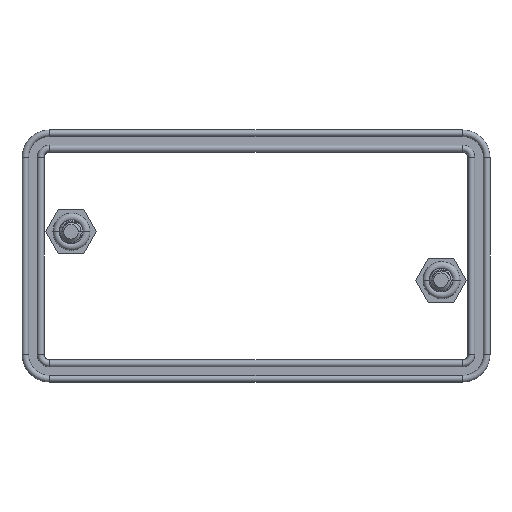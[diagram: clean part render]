
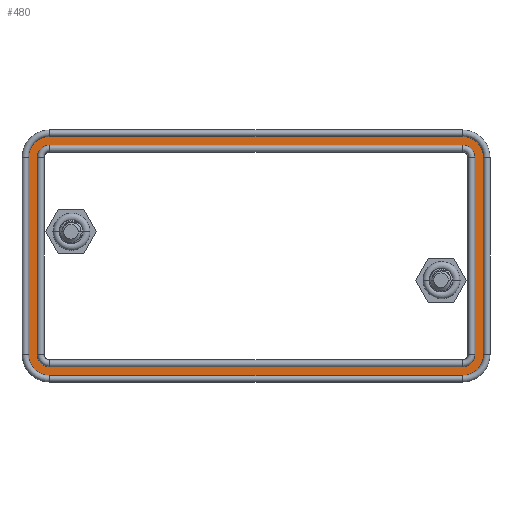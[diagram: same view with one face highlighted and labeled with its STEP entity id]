
A CAD part, front view. The second image highlights one B-rep face of the part: STEP entity #480.
In plain terms, the highlighted planar face has unit normal (0, -1, 0).
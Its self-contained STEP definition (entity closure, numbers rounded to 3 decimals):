
#274=FACE_BOUND('',#816,.T.);
#275=FACE_BOUND('',#817,.T.);
#320=CIRCLE('',#2607,2.8);
#324=CIRCLE('',#2613,2.8);
#327=CIRCLE('',#2618,2.8);
#330=CIRCLE('',#2623,2.8);
#331=CIRCLE('',#2626,4.76);
#332=CIRCLE('',#2627,4.76);
#333=CIRCLE('',#2628,4.76);
#334=CIRCLE('',#2629,4.76);
#480=ADVANCED_FACE('',(#274,#275),#559,.F.);
#559=PLANE('',#2630);
#816=EDGE_LOOP('',(#1364,#1365,#1366,#1367,#1368,#1369,#1370,#1371));
#817=EDGE_LOOP('',(#1372,#1373,#1374,#1375,#1376,#1377,#1378,#1379));
#1364=ORIENTED_EDGE('',*,*,#2069,.F.);
#1365=ORIENTED_EDGE('',*,*,#2072,.T.);
#1366=ORIENTED_EDGE('',*,*,#2074,.F.);
#1367=ORIENTED_EDGE('',*,*,#2076,.T.);
#1368=ORIENTED_EDGE('',*,*,#2078,.F.);
#1369=ORIENTED_EDGE('',*,*,#2080,.T.);
#1370=ORIENTED_EDGE('',*,*,#2082,.F.);
#1371=ORIENTED_EDGE('',*,*,#2083,.T.);
#1372=ORIENTED_EDGE('',*,*,#2084,.F.);
#1373=ORIENTED_EDGE('',*,*,#2085,.F.);
#1374=ORIENTED_EDGE('',*,*,#2086,.F.);
#1375=ORIENTED_EDGE('',*,*,#2087,.F.);
#1376=ORIENTED_EDGE('',*,*,#2088,.F.);
#1377=ORIENTED_EDGE('',*,*,#2089,.F.);
#1378=ORIENTED_EDGE('',*,*,#2090,.F.);
#1379=ORIENTED_EDGE('',*,*,#2091,.F.);
#1759=VERTEX_POINT('',#8496);
#1760=VERTEX_POINT('',#8498);
#1761=VERTEX_POINT('',#8502);
#1762=VERTEX_POINT('',#8506);
#1763=VERTEX_POINT('',#8510);
#1764=VERTEX_POINT('',#8514);
#1765=VERTEX_POINT('',#8518);
#1766=VERTEX_POINT('',#8522);
#1767=VERTEX_POINT('',#8528);
#1768=VERTEX_POINT('',#8529);
#1769=VERTEX_POINT('',#8531);
#1770=VERTEX_POINT('',#8533);
#1771=VERTEX_POINT('',#8535);
#1772=VERTEX_POINT('',#8537);
#1773=VERTEX_POINT('',#8539);
#1774=VERTEX_POINT('',#8541);
#2069=EDGE_CURVE('',#1759,#1760,#320,.T.);
#2072=EDGE_CURVE('',#1759,#1761,#2281,.T.);
#2074=EDGE_CURVE('',#1762,#1761,#324,.T.);
#2076=EDGE_CURVE('',#1762,#1763,#2282,.T.);
#2078=EDGE_CURVE('',#1764,#1763,#327,.T.);
#2080=EDGE_CURVE('',#1764,#1765,#2283,.T.);
#2082=EDGE_CURVE('',#1766,#1765,#330,.T.);
#2083=EDGE_CURVE('',#1766,#1760,#2284,.T.);
#2084=EDGE_CURVE('',#1767,#1768,#2285,.T.);
#2085=EDGE_CURVE('',#1769,#1767,#331,.T.);
#2086=EDGE_CURVE('',#1770,#1769,#2286,.T.);
#2087=EDGE_CURVE('',#1771,#1770,#332,.T.);
#2088=EDGE_CURVE('',#1772,#1771,#2287,.T.);
#2089=EDGE_CURVE('',#1773,#1772,#333,.T.);
#2090=EDGE_CURVE('',#1774,#1773,#2288,.T.);
#2091=EDGE_CURVE('',#1768,#1774,#334,.T.);
#2281=LINE('',#8503,#2431);
#2282=LINE('',#8511,#2432);
#2283=LINE('',#8519,#2433);
#2284=LINE('',#8525,#2434);
#2285=LINE('',#8527,#2435);
#2286=LINE('',#8532,#2436);
#2287=LINE('',#8536,#2437);
#2288=LINE('',#8540,#2438);
#2431=VECTOR('',#3065,1.);
#2432=VECTOR('',#3076,1.);
#2433=VECTOR('',#3087,1.);
#2434=VECTOR('',#3096,1.);
#2435=VECTOR('',#3099,1.);
#2436=VECTOR('',#3102,1.);
#2437=VECTOR('',#3105,1.);
#2438=VECTOR('',#3108,1.);
#2607=AXIS2_PLACEMENT_3D('',#8497,#3057,#3058);
#2613=AXIS2_PLACEMENT_3D('',#8507,#3070,#3071);
#2618=AXIS2_PLACEMENT_3D('',#8515,#3081,#3082);
#2623=AXIS2_PLACEMENT_3D('',#8523,#3092,#3093);
#2626=AXIS2_PLACEMENT_3D('',#8530,#3100,#3101);
#2627=AXIS2_PLACEMENT_3D('',#8534,#3103,#3104);
#2628=AXIS2_PLACEMENT_3D('',#8538,#3106,#3107);
#2629=AXIS2_PLACEMENT_3D('',#8542,#3109,#3110);
#2630=AXIS2_PLACEMENT_3D('',#8543,#3111,#3112);
#3057=DIRECTION('',(0.,-1.,0.));
#3058=DIRECTION('',(-1.,0.,0.));
#3065=DIRECTION('',(0.,0.,1.));
#3070=DIRECTION('',(0.,-1.,0.));
#3071=DIRECTION('',(0.,0.,1.));
#3076=DIRECTION('',(1.,0.,0.));
#3081=DIRECTION('',(0.,-1.,0.));
#3082=DIRECTION('',(1.,0.,0.));
#3087=DIRECTION('',(0.,0.,-1.));
#3092=DIRECTION('',(0.,-1.,0.));
#3093=DIRECTION('',(0.,0.,-1.));
#3096=DIRECTION('',(-1.,0.,0.));
#3099=DIRECTION('',(-1.,0.,0.));
#3100=DIRECTION('',(0.,1.,0.));
#3101=DIRECTION('',(1.,0.,0.));
#3102=DIRECTION('',(0.,0.,-1.));
#3103=DIRECTION('',(0.,1.,0.));
#3104=DIRECTION('',(0.,0.,1.));
#3105=DIRECTION('',(1.,0.,0.));
#3106=DIRECTION('',(0.,1.,0.));
#3107=DIRECTION('',(-1.,0.,0.));
#3108=DIRECTION('',(0.,0.,1.));
#3109=DIRECTION('',(0.,1.,0.));
#3110=DIRECTION('',(0.,0.,-1.));
#3111=DIRECTION('',(0.,1.,0.));
#3112=DIRECTION('',(0.,0.,1.));
#8496=CARTESIAN_POINT('',(3.463,-1.953,-50.983));
#8497=CARTESIAN_POINT('',(6.263,-1.953,-50.983));
#8498=CARTESIAN_POINT('',(6.263,-1.953,-53.783));
#8502=CARTESIAN_POINT('',(3.463,-1.953,-6.263));
#8503=CARTESIAN_POINT('',(3.463,-1.953,-50.983));
#8506=CARTESIAN_POINT('',(6.263,-1.953,-3.463));
#8507=CARTESIAN_POINT('',(6.263,-1.953,-6.263));
#8510=CARTESIAN_POINT('',(99.983,-1.953,-3.463));
#8511=CARTESIAN_POINT('',(6.263,-1.953,-3.463));
#8514=CARTESIAN_POINT('',(102.783,-1.953,-6.263));
#8515=CARTESIAN_POINT('',(99.983,-1.953,-6.263));
#8518=CARTESIAN_POINT('',(102.783,-1.953,-50.983));
#8519=CARTESIAN_POINT('',(102.783,-1.953,-6.263));
#8522=CARTESIAN_POINT('',(99.983,-1.953,-53.783));
#8523=CARTESIAN_POINT('',(99.983,-1.953,-50.983));
#8525=CARTESIAN_POINT('',(99.983,-1.953,-53.783));
#8527=CARTESIAN_POINT('',(99.983,-1.953,-55.743));
#8528=CARTESIAN_POINT('',(99.983,-1.953,-55.743));
#8529=CARTESIAN_POINT('',(6.263,-1.953,-55.743));
#8530=CARTESIAN_POINT('',(99.983,-1.953,-50.983));
#8531=CARTESIAN_POINT('',(104.743,-1.953,-50.983));
#8532=CARTESIAN_POINT('',(104.743,-1.953,-6.263));
#8533=CARTESIAN_POINT('',(104.743,-1.953,-6.263));
#8534=CARTESIAN_POINT('',(99.983,-1.953,-6.263));
#8535=CARTESIAN_POINT('',(99.983,-1.953,-1.503));
#8536=CARTESIAN_POINT('',(6.263,-1.953,-1.503));
#8537=CARTESIAN_POINT('',(6.263,-1.953,-1.503));
#8538=CARTESIAN_POINT('',(6.263,-1.953,-6.263));
#8539=CARTESIAN_POINT('',(1.503,-1.953,-6.263));
#8540=CARTESIAN_POINT('',(1.503,-1.953,-50.983));
#8541=CARTESIAN_POINT('',(1.503,-1.953,-50.983));
#8542=CARTESIAN_POINT('',(6.263,-1.953,-50.983));
#8543=CARTESIAN_POINT('',(53.123,-1.953,-28.623));
